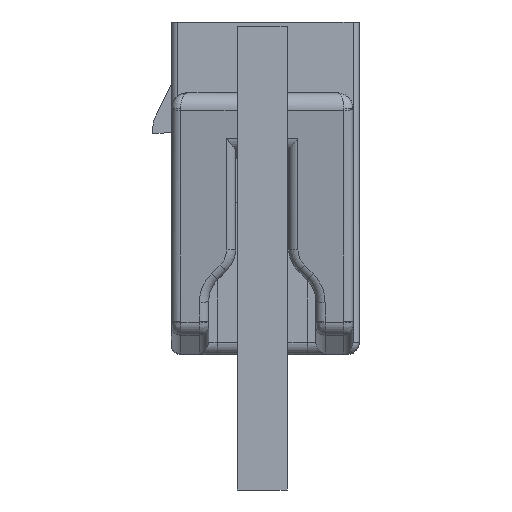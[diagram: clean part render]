
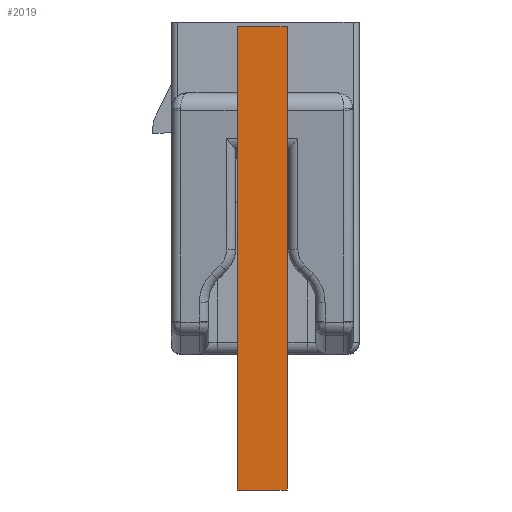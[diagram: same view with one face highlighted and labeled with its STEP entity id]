
A CAD part, left-side view. The second image highlights one B-rep face of the part: STEP entity #2019.
In plain terms, the highlighted planar face has unit normal (-1, 0, 0).
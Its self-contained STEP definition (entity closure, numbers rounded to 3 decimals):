
#89=DIRECTION('',(0.,0.,1.));
#90=VECTOR('',#89,14.9);
#91=CARTESIAN_POINT('',(-15.67,-0.8,0.));
#92=LINE('',#91,#90);
#425=DIRECTION('',(0.,0.,1.));
#426=VECTOR('',#425,14.9);
#427=CARTESIAN_POINT('',(-15.67,0.8,0.));
#428=LINE('',#427,#426);
#429=DIRECTION('',(0.,-1.,0.));
#430=VECTOR('',#429,1.6);
#431=CARTESIAN_POINT('',(-15.67,0.8,14.9));
#432=LINE('',#431,#430);
#437=DIRECTION('',(0.,-1.,0.));
#438=VECTOR('',#437,1.6);
#439=CARTESIAN_POINT('',(-15.67,0.8,0.));
#440=LINE('',#439,#438);
#1169=CARTESIAN_POINT('',(-15.67,-0.8,0.));
#1170=VERTEX_POINT('',#1169);
#1171=CARTESIAN_POINT('',(-15.67,-0.8,14.9));
#1172=VERTEX_POINT('',#1171);
#1285=CARTESIAN_POINT('',(-15.67,0.8,14.9));
#1286=VERTEX_POINT('',#1285);
#1287=CARTESIAN_POINT('',(-15.67,0.8,0.));
#1288=VERTEX_POINT('',#1287);
#2007=CARTESIAN_POINT('',(-15.67,0.8,0.));
#2008=DIRECTION('',(1.,0.,0.));
#2009=DIRECTION('',(0.,0.,-1.));
#2010=AXIS2_PLACEMENT_3D('',#2007,#2008,#2009);
#2011=PLANE('',#2010);
#2012=ORIENTED_EDGE('',*,*,#1589,.F.);
#2014=ORIENTED_EDGE('',*,*,#2013,.F.);
#2015=ORIENTED_EDGE('',*,*,#1745,.T.);
#2016=ORIENTED_EDGE('',*,*,#2000,.T.);
#2017=EDGE_LOOP('',(#2012,#2014,#2015,#2016));
#2018=FACE_OUTER_BOUND('',#2017,.F.);
#2019=ADVANCED_FACE('',(#2018),#2011,.F.);
#1589=EDGE_CURVE('',#1170,#1172,#92,.T.);
#1745=EDGE_CURVE('',#1288,#1286,#428,.T.);
#2000=EDGE_CURVE('',#1286,#1172,#432,.T.);
#2013=EDGE_CURVE('',#1288,#1170,#440,.T.);
